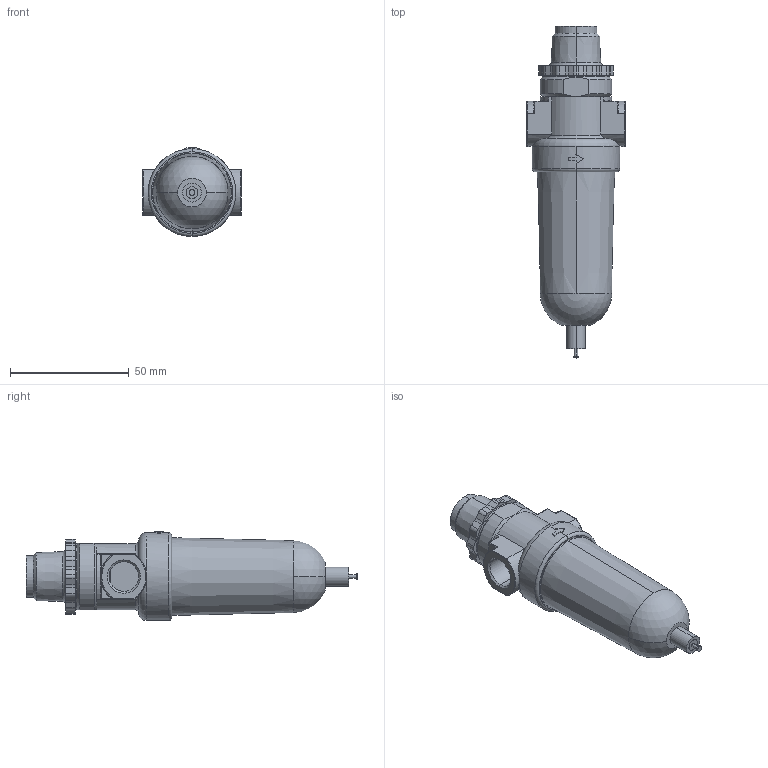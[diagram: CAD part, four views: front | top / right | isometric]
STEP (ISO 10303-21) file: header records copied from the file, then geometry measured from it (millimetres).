
FILE_DESCRIPTION (( 'STEP AP214' ), '1' );
FILE_NAME ('Norgren-L07-200-MPMA.step', '2018-12-14T22:25:27', ( '' ), ( '' ), 'SwSTEP 2.0', 'SolidWorks 2018', '' );
FILE_SCHEMA (( 'AUTOMOTIVE_DESIGN' ));
Length unit declared in the file: millimetre
Products named in the file (5): Norgren-L07-200-MPMA_Bowl_Metal with drain; Norgren-L07-200-MPMA_Valve-manual drain; Norgren-L07-200-MPMA_Body-lubricator_1-4 NPT; Norgren-L07-200-MPMA_Dome; Norgren-L07-200-MPMA
Assembly tree (4 placements, depth 2):
  Norgren-L07-200-MPMA
    Norgren-L07-200-MPMA_Body-lubricator_1-4 NPT
    Norgren-L07-200-MPMA_Bowl_Metal with drain
    Norgren-L07-200-MPMA_Valve-manual drain
    Norgren-L07-200-MPMA_Dome
Bounding box: 41.5 x 139.48 x 37.34 mm (x, y, z)
Volume: 46094.7 mm3; surface area: 29493.6 mm2
Topology: 5 solids, 5 shells, 258 faces, 626 edges, 389 vertices
Faces by surface type: cylinder 111, plane 81, cone 24, torus 22, bspline 10, sphere 10
Entity records: 8406 total; most frequent: CARTESIAN_POINT 1988, DIRECTION 1372, ORIENTED_EDGE 1248, EDGE_CURVE 624, AXIS2_PLACEMENT_3D 547, VERTEX_POINT 389, CIRCLE 292, EDGE_LOOP 279
